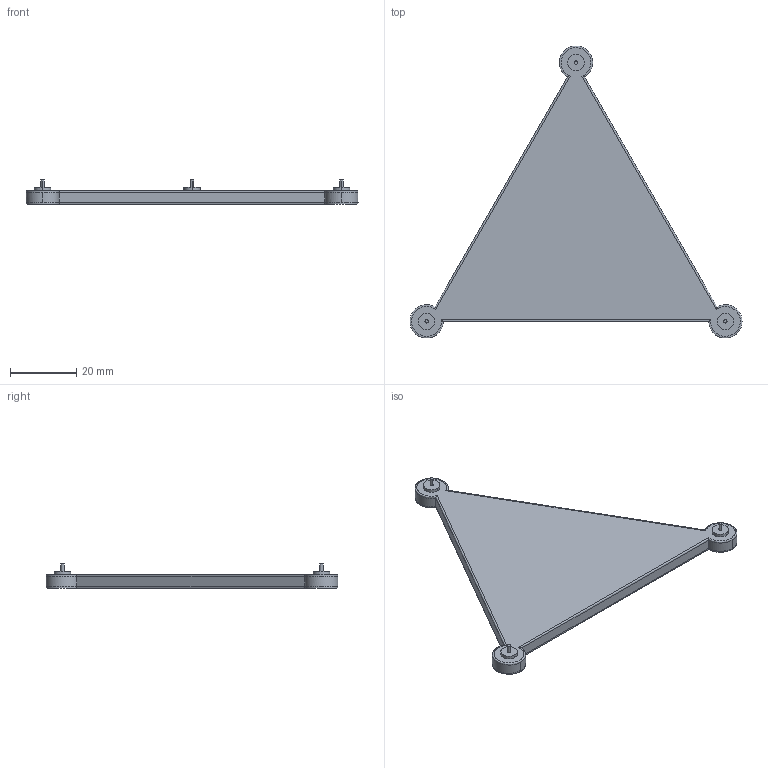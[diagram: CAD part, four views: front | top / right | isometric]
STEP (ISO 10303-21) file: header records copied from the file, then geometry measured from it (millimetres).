
FILE_DESCRIPTION (( 'STEP AP203' ), '1' );
FILE_NAME ('de_Default_sldprt.STEP', '2025-04-14T17:17:55', ( '' ), ( '' ), 'SwSTEP 2.0', 'SolidWorks 2018', '' );
FILE_SCHEMA (( 'CONFIG_CONTROL_DESIGN' ));
Length unit declared in the file: millimetre
Products named in the file (1): de_Default_sldprt
Bounding box: 100 x 87.94 x 7.25 mm (x, y, z)
Volume: 14872 mm3; surface area: 8693 mm2
Topology: 1 solids, 1 shells, 43 faces, 93 edges, 58 vertices
Faces by surface type: cylinder 20, bspline 12, plane 11
Entity records: 2761 total; most frequent: CARTESIAN_POINT 1864, ORIENTED_EDGE 186, DIRECTION 135, EDGE_CURVE 93, VERTEX_POINT 58, AXIS2_PLACEMENT_3D 56, EDGE_LOOP 49, B_SPLINE_CURVE_WITH_KNOTS 46
